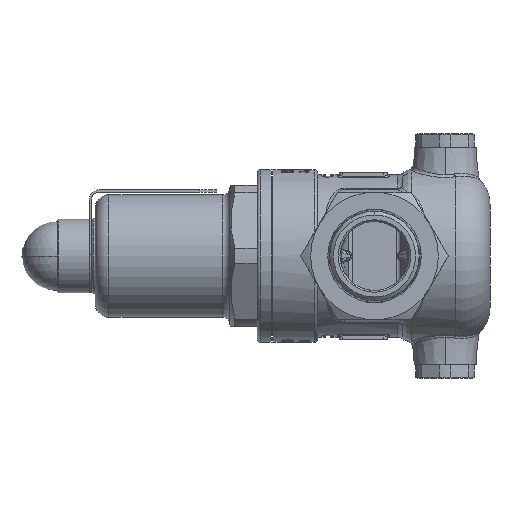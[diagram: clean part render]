
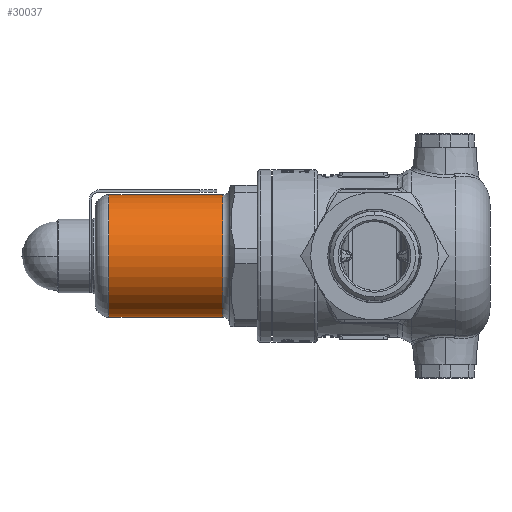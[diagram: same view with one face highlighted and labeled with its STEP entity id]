
A CAD part, left-side view. The second image highlights one B-rep face of the part: STEP entity #30037.
In plain terms, the highlighted cylindrical face has radius 17.75 mm (diameter 35.5 mm), a partial arc.
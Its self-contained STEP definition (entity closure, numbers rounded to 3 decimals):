
#11803 = CARTESIAN_POINT ( 'NONE',  ( 0., 132.957, -17.75 ) ) ;
#11805 = LINE ( 'NONE', #11803, #25102 ) ;
#11809 = DIRECTION ( 'NONE',  ( 0., 1., 0. ) ) ;
#11861 = CARTESIAN_POINT ( 'NONE',  ( 0., 132.957, 17.75 ) ) ;
#11862 = LINE ( 'NONE', #11861, #25123 ) ;
#12168 = EDGE_CURVE ( 'NONE', #43027, #21837, #11805, .T. ) ;
#12182 = EDGE_CURVE ( 'NONE', #43030, #21845, #11862, .T. ) ;
#12200 = EDGE_CURVE ( 'NONE', #21837, #21845, #25164, .T. ) ;
#12292 = EDGE_CURVE ( 'NONE', #43027, #43030, #25890, .T. ) ;
#18498 = CARTESIAN_POINT ( 'NONE',  ( 0., 44., -17.75 ) ) ;
#18502 = CARTESIAN_POINT ( 'NONE',  ( 0., 44., 17.75 ) ) ;
#21837 = VERTEX_POINT ( 'NONE', #24135 ) ;
#21845 = VERTEX_POINT ( 'NONE', #24143 ) ;
#24135 = CARTESIAN_POINT ( 'NONE',  ( 0., 77., -17.75 ) ) ;
#24143 = CARTESIAN_POINT ( 'NONE',  ( 0., 77., 17.75 ) ) ;
#25102 = VECTOR ( 'NONE', #11809, 1000. ) ;
#25123 = VECTOR ( 'NONE', #58627, 1000. ) ;
#25164 = CIRCLE ( 'NONE', #25170, 17.75 ) ;
#25170 = AXIS2_PLACEMENT_3D ( 'NONE', #58736, #58737, #58738 ) ;
#25890 = CIRCLE ( 'NONE', #25895, 17.75 ) ;
#25895 = AXIS2_PLACEMENT_3D ( 'NONE', #47907, #47908, #47909 ) ;
#30037 = ADVANCED_FACE ( 'NONE', ( #41696 ), #41695, .T. ) ;
#41682 = CARTESIAN_POINT ( 'NONE',  ( 0., 132.957, 0. ) ) ;
#41695 = CYLINDRICAL_SURFACE ( 'NONE', #61664, 17.75 ) ;
#41696 = FACE_OUTER_BOUND ( 'NONE', #42173, .T. ) ;
#41706 = DIRECTION ( 'NONE',  ( 0., 1., 0. ) ) ;
#41707 = DIRECTION ( 'NONE',  ( 0., 0., 1. ) ) ;
#42173 = EDGE_LOOP ( 'NONE', ( #49156, #49153, #49155, #49154 ) ) ;
#43027 = VERTEX_POINT ( 'NONE', #18498 ) ;
#43030 = VERTEX_POINT ( 'NONE', #18502 ) ;
#47907 = CARTESIAN_POINT ( 'NONE',  ( 0., 44., 0. ) ) ;
#47908 = DIRECTION ( 'NONE',  ( 0., 1., 0. ) ) ;
#47909 = DIRECTION ( 'NONE',  ( 0., 0., 1. ) ) ;
#49153 = ORIENTED_EDGE ( 'NONE', *, *, #12292, .T. ) ;
#49154 = ORIENTED_EDGE ( 'NONE', *, *, #12200, .F. ) ;
#49155 = ORIENTED_EDGE ( 'NONE', *, *, #12182, .T. ) ;
#49156 = ORIENTED_EDGE ( 'NONE', *, *, #12168, .F. ) ;
#58627 = DIRECTION ( 'NONE',  ( 0., 1., 0. ) ) ;
#58736 = CARTESIAN_POINT ( 'NONE',  ( 0., 77., 0. ) ) ;
#58737 = DIRECTION ( 'NONE',  ( 0., 1., 0. ) ) ;
#58738 = DIRECTION ( 'NONE',  ( 0., 0., 1. ) ) ;
#61664 = AXIS2_PLACEMENT_3D ( 'NONE', #41682, #41706, #41707 ) ;
